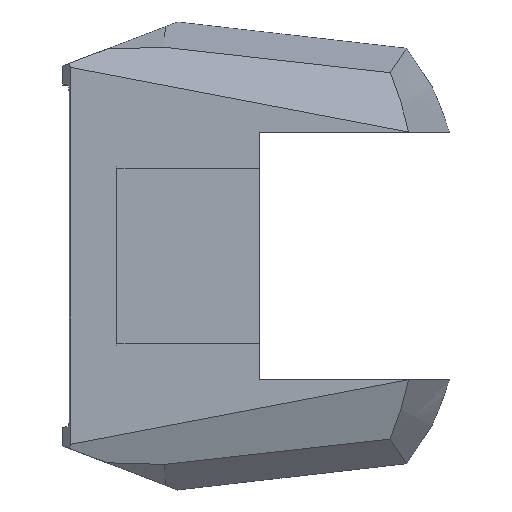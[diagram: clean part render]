
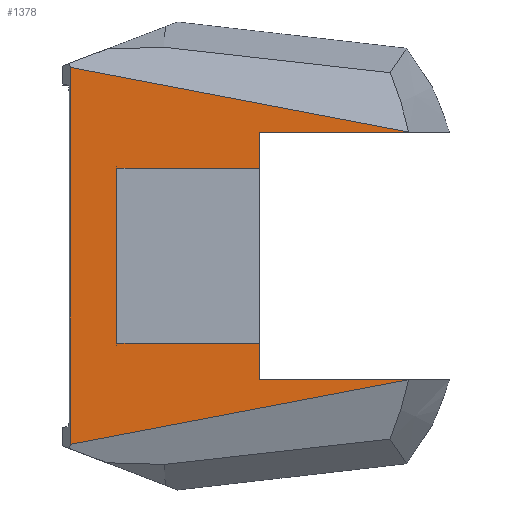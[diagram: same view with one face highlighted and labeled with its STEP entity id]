
A CAD part, top view. The second image highlights one B-rep face of the part: STEP entity #1378.
In plain terms, the highlighted planar face has unit normal (0, 0, 1).
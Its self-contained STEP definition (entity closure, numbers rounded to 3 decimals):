
#23 = ORIENTED_EDGE ( 'NONE', *, *, #1389, .F. ) ;
#56 = DIRECTION ( 'NONE',  ( 1., 0., 0. ) ) ;
#60 = ORIENTED_EDGE ( 'NONE', *, *, #2077, .F. ) ;
#108 = CARTESIAN_POINT ( 'NONE',  ( -40.682, -46.283, 26. ) ) ;
#110 = ORIENTED_EDGE ( 'NONE', *, *, #149, .F. ) ;
#149 = EDGE_CURVE ( 'NONE', #767, #303, #1875, .T. ) ;
#159 = CARTESIAN_POINT ( 'NONE',  ( 0., 30.406, 26. ) ) ;
#239 = DIRECTION ( 'NONE',  ( -1., 0., 0. ) ) ;
#266 = VECTOR ( 'NONE', #381, 1000. ) ;
#285 = ORIENTED_EDGE ( 'NONE', *, *, #1035, .T. ) ;
#287 = CARTESIAN_POINT ( 'NONE',  ( -29.155, 21.5, 26. ) ) ;
#303 = VERTEX_POINT ( 'NONE', #1553 ) ;
#309 = AXIS2_PLACEMENT_3D ( 'NONE', #1107, #1664, #1494 ) ;
#325 = ORIENTED_EDGE ( 'NONE', *, *, #1519, .F. ) ;
#348 = VERTEX_POINT ( 'NONE', #1470 ) ;
#381 = DIRECTION ( 'NONE',  ( 0., -1., 0. ) ) ;
#405 = VECTOR ( 'NONE', #727, 1000. ) ;
#543 = CARTESIAN_POINT ( 'NONE',  ( 42.5, -30.406, 26. ) ) ;
#553 = ORIENTED_EDGE ( 'NONE', *, *, #2257, .F. ) ;
#557 = DIRECTION ( 'NONE',  ( -0.982, -0.187, 0. ) ) ;
#577 = CARTESIAN_POINT ( 'NONE',  ( -29.155, 21.5, 26. ) ) ;
#609 = VECTOR ( 'NONE', #56, 1000. ) ;
#625 = LINE ( 'NONE', #1767, #1595 ) ;
#648 = LINE ( 'NONE', #1579, #609 ) ;
#700 = LINE ( 'NONE', #1968, #1917 ) ;
#719 = LINE ( 'NONE', #159, #405 ) ;
#727 = DIRECTION ( 'NONE',  ( -1., 0., 0. ) ) ;
#734 = CARTESIAN_POINT ( 'NONE',  ( 42.5, 30.406, 26. ) ) ;
#744 = DIRECTION ( 'NONE',  ( 0., -1., 0. ) ) ;
#767 = VERTEX_POINT ( 'NONE', #1824 ) ;
#793 = LINE ( 'NONE', #2280, #2397 ) ;
#894 = VECTOR ( 'NONE', #1870, 1000. ) ;
#911 = CARTESIAN_POINT ( 'NONE',  ( 5.845, -30.406, 26. ) ) ;
#949 = CARTESIAN_POINT ( 'NONE',  ( 5.845, -30.406, 26. ) ) ;
#1035 = EDGE_CURVE ( 'NONE', #1964, #1298, #1534, .T. ) ;
#1078 = EDGE_CURVE ( 'NONE', #1164, #348, #2253, .T. ) ;
#1107 = CARTESIAN_POINT ( 'NONE',  ( 0., 0., 26. ) ) ;
#1118 = FACE_OUTER_BOUND ( 'NONE', #1384, .T. ) ;
#1164 = VERTEX_POINT ( 'NONE', #287 ) ;
#1165 = ORIENTED_EDGE ( 'NONE', *, *, #1078, .F. ) ;
#1199 = DIRECTION ( 'NONE',  ( 1., 0., 0. ) ) ;
#1206 = EDGE_CURVE ( 'NONE', #348, #2269, #625, .T. ) ;
#1281 = LINE ( 'NONE', #543, #2381 ) ;
#1298 = VERTEX_POINT ( 'NONE', #108 ) ;
#1306 = VECTOR ( 'NONE', #744, 1000. ) ;
#1309 = PLANE ( 'NONE',  #309 ) ;
#1340 = CARTESIAN_POINT ( 'NONE',  ( -40.682, 0., 26. ) ) ;
#1378 = ADVANCED_FACE ( 'NONE', ( #1118 ), #1309, .T. ) ;
#1384 = EDGE_LOOP ( 'NONE', ( #325, #285, #553, #2292, #23, #1442, #1165, #2445, #110, #60 ) ) ;
#1389 = EDGE_CURVE ( 'NONE', #2269, #2398, #2262, .T. ) ;
#1442 = ORIENTED_EDGE ( 'NONE', *, *, #1206, .F. ) ;
#1470 = CARTESIAN_POINT ( 'NONE',  ( -29.155, -21.5, 26. ) ) ;
#1494 = DIRECTION ( 'NONE',  ( 1., 0., 0. ) ) ;
#1519 = EDGE_CURVE ( 'NONE', #1964, #2281, #700, .T. ) ;
#1534 = LINE ( 'NONE', #1340, #894 ) ;
#1553 = CARTESIAN_POINT ( 'NONE',  ( 5.845, 21.5, 26. ) ) ;
#1579 = CARTESIAN_POINT ( 'NONE',  ( -29.155, 21.5, 26. ) ) ;
#1591 = CARTESIAN_POINT ( 'NONE',  ( 5.845, -30.406, 26. ) ) ;
#1595 = VECTOR ( 'NONE', #1199, 1000. ) ;
#1664 = DIRECTION ( 'NONE',  ( 0., 0., 1. ) ) ;
#1684 = DIRECTION ( 'NONE',  ( 0., -1., 0. ) ) ;
#1707 = EDGE_CURVE ( 'NONE', #2350, #2398, #793, .T. ) ;
#1767 = CARTESIAN_POINT ( 'NONE',  ( -29.155, -21.5, 26. ) ) ;
#1824 = CARTESIAN_POINT ( 'NONE',  ( 5.845, 30.406, 26. ) ) ;
#1832 = EDGE_CURVE ( 'NONE', #1164, #303, #648, .T. ) ;
#1870 = DIRECTION ( 'NONE',  ( 0., -1., 0. ) ) ;
#1875 = LINE ( 'NONE', #911, #2442 ) ;
#1917 = VECTOR ( 'NONE', #2171, 1000. ) ;
#1964 = VERTEX_POINT ( 'NONE', #2163 ) ;
#1968 = CARTESIAN_POINT ( 'NONE',  ( -42.5, 46.63, 26. ) ) ;
#2037 = CARTESIAN_POINT ( 'NONE',  ( 5.845, -21.5, 26. ) ) ;
#2077 = EDGE_CURVE ( 'NONE', #2281, #767, #719, .T. ) ;
#2163 = CARTESIAN_POINT ( 'NONE',  ( -40.682, 46.283, 26. ) ) ;
#2171 = DIRECTION ( 'NONE',  ( 0.982, -0.187, 0. ) ) ;
#2253 = LINE ( 'NONE', #577, #1306 ) ;
#2257 = EDGE_CURVE ( 'NONE', #2350, #1298, #1281, .T. ) ;
#2262 = LINE ( 'NONE', #949, #266 ) ;
#2269 = VERTEX_POINT ( 'NONE', #2037 ) ;
#2280 = CARTESIAN_POINT ( 'NONE',  ( 0., -30.406, 26. ) ) ;
#2281 = VERTEX_POINT ( 'NONE', #734 ) ;
#2292 = ORIENTED_EDGE ( 'NONE', *, *, #1707, .T. ) ;
#2350 = VERTEX_POINT ( 'NONE', #2366 ) ;
#2366 = CARTESIAN_POINT ( 'NONE',  ( 42.5, -30.406, 26. ) ) ;
#2381 = VECTOR ( 'NONE', #557, 1000. ) ;
#2397 = VECTOR ( 'NONE', #239, 1000. ) ;
#2398 = VERTEX_POINT ( 'NONE', #1591 ) ;
#2442 = VECTOR ( 'NONE', #1684, 1000. ) ;
#2445 = ORIENTED_EDGE ( 'NONE', *, *, #1832, .T. ) ;
